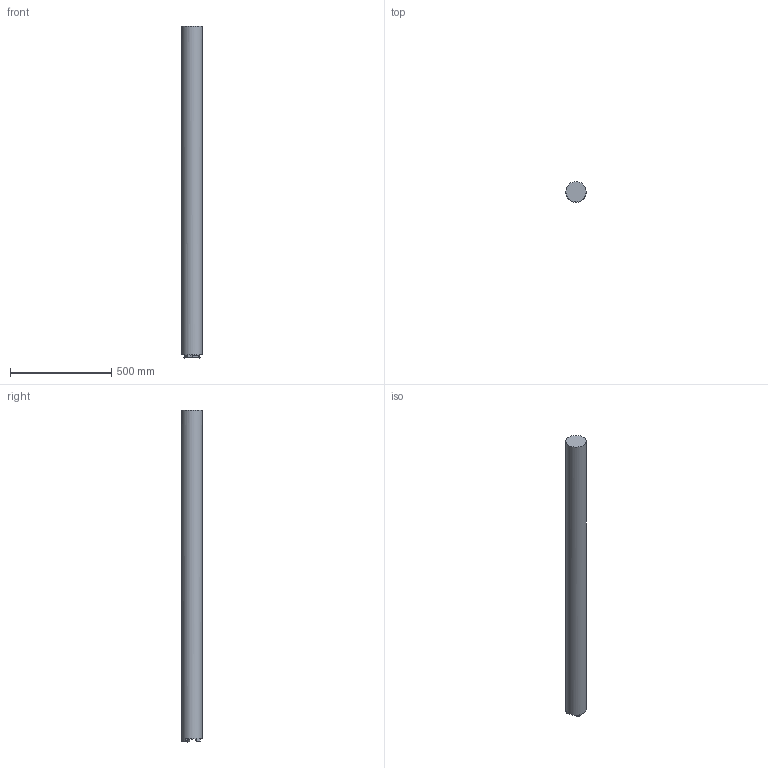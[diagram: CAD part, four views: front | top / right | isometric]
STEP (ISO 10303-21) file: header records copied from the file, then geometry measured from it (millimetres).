
FILE_DESCRIPTION(/* description */ (''),/* implementation_level */ '2;1');
FILE_NAME(/* name */ '1529149606186.stp',/* time_stamp */ '2018-06-16T13:46:53+02:00',/* author */ (''),/* organization */ ('SMS'),/* preprocessor_version */ 'ST-DEVELOPER v15',/* originating_system */ 'SIEMENS PLM Software NX 8.5',/* authorisation */ '');
FILE_SCHEMA (('AUTOMOTIVE_DESIGN { 1 0 10303 214 3 1 1 1 }'));
Length unit declared in the file: millimetre
Products named in the file (1): 570-3C_100_1560_CR
Bounding box: 100 x 100 x 1639.59 mm (x, y, z)
Volume: 12782652.8 mm3; surface area: 533571.2 mm2
Topology: 1 solids, 3 shells, 158 faces, 403 edges, 261 vertices
Faces by surface type: plane 77, cone 26, extrusion 24, cylinder 23, torus 6, sphere 2
Full cylindrical faces by diameter (mm): 3.3 x2, 5 x2, 10 x2, 16 x2, 16.5 x1, 100 x1
Entity records: 6275 total; most frequent: CARTESIAN_POINT 2000, DIRECTION 788, ORIENTED_EDGE 720, EDGE_CURVE 360, AXIS2_PLACEMENT_3D 305, VERTEX_POINT 245, EDGE_LOOP 195, VECTOR 178
